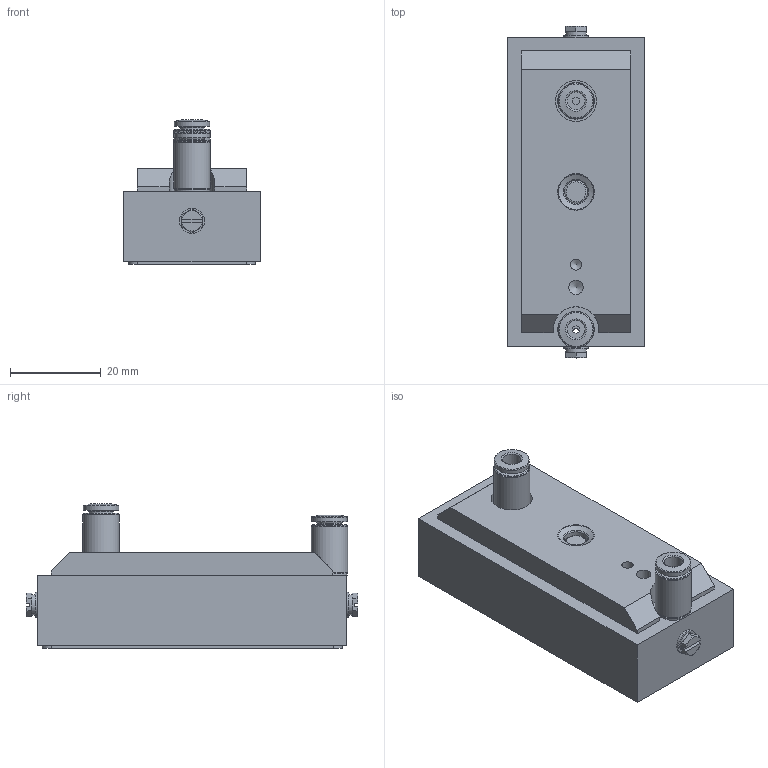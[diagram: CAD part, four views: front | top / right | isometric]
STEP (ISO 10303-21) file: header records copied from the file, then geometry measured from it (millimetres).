
FILE_DESCRIPTION(/* description */ ('Unknown'),/* implementation_level */ '2;1');
FILE_NAME(/* name */ 'RE-30x68E1',/* time_stamp */ '2024-09-24T11:59:47+02:00',/* author */ ('Unknown'),/* organization */ ('Unknown'),/* preprocessor_version */ 'ST-DEVELOPER v18.104',/* originating_system */ 'Solid Edge',/* authorisation */ 'Unknown');
FILE_SCHEMA (('AUTOMOTIVE_DESIGN {1 0 10303 214 3 1 1}'));
Length unit declared in the file: millimetre
Products named in the file (6): RE-30x68E1; RE-30x68S1-Gehäuse; 132915 QSM-M3-4-I-R-100; 30979 B-M3-S9; RE-30x68E1-Graphitpad; DM_D5x5
Assembly tree (7 placements, depth 2):
  RE-30x68E1
    RE-30x68S1-Gehäuse
    132915 QSM-M3-4-I-R-100  x2
    30979 B-M3-S9  x2
    RE-30x68E1-Graphitpad
    DM_D5x5
Bounding box: 30 x 73 x 31.7 mm (x, y, z)
Volume: 39725.2 mm3; surface area: 15486.6 mm2
Topology: 7 solids, 7 shells, 216 faces, 485 edges, 302 vertices
Faces by surface type: plane 114, cylinder 55, cone 32, torus 14, sphere 1
Full cylindrical faces by diameter (mm): 1.5 x1, 2.4 x2, 2.459 x2, 2.5 x7, 3 x4, 3.15 x1, 4 x2, 4.5 x2, 5 x1, 5.15 x1, 5.4 x2, 5.5 x2, 7.8 x8, 8 x2, 9 x1
Entity records: 4917 total; most frequent: CARTESIAN_POINT 715, DIRECTION 713, ORIENTED_EDGE 590, EDGE_CURVE 295, AXIS2_PLACEMENT_3D 274, FACE_BOUND 219, EDGE_LOOP 217, VERTEX_POINT 212
